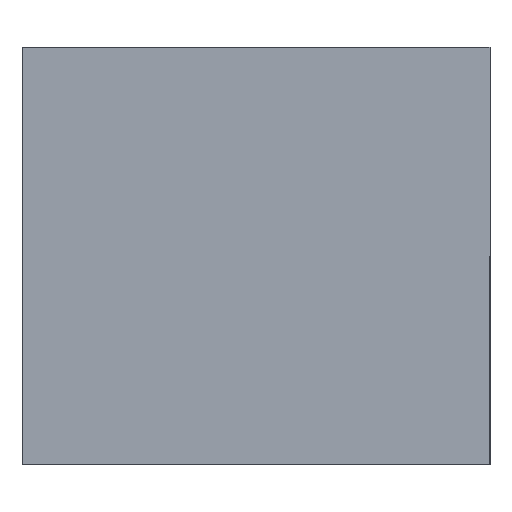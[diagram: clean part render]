
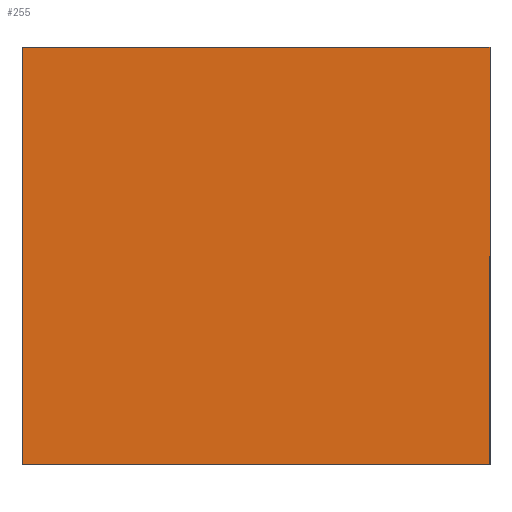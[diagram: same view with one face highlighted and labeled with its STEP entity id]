
A CAD part, front view. The second image highlights one B-rep face of the part: STEP entity #255.
In plain terms, the highlighted planar face has unit normal (0, -1, 0).
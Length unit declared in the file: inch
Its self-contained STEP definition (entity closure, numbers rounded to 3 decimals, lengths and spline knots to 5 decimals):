
#3 = VERTEX_POINT ( 'NONE', #70 ) ;
#9 = VECTOR ( 'NONE', #179, 39.37008 ) ;
#10 = AXIS2_PLACEMENT_3D ( 'NONE', #238, #258, #136 ) ;
#15 = VERTEX_POINT ( 'NONE', #313 ) ;
#27 = CARTESIAN_POINT ( 'NONE',  ( 0.6305, 0., -0.59017 ) ) ;
#30 = LINE ( 'NONE', #284, #289 ) ;
#37 = ORIENTED_EDGE ( 'NONE', *, *, #118, .F. ) ;
#38 = VECTOR ( 'NONE', #107, 39.37008 ) ;
#54 = DIRECTION ( 'NONE',  ( 1., 0., 0. ) ) ;
#60 = PLANE ( 'NONE',  #10 ) ;
#68 = VECTOR ( 'NONE', #201, 39.37008 ) ;
#70 = CARTESIAN_POINT ( 'NONE',  ( 0.6305, 0., 0.39408 ) ) ;
#79 = CARTESIAN_POINT ( 'NONE',  ( -0.47186, 0., -0.59017 ) ) ;
#89 = EDGE_LOOP ( 'NONE', ( #165, #37, #239, #186 ) ) ;
#95 = EDGE_CURVE ( 'NONE', #143, #15, #321, .T. ) ;
#104 = LINE ( 'NONE', #322, #38 ) ;
#107 = DIRECTION ( 'NONE',  ( -1., 0., 0. ) ) ;
#111 = EDGE_CURVE ( 'NONE', #3, #237, #156, .T. ) ;
#118 = EDGE_CURVE ( 'NONE', #237, #143, #104, .T. ) ;
#136 = DIRECTION ( 'NONE',  ( 0., 0., 1. ) ) ;
#143 = VERTEX_POINT ( 'NONE', #79 ) ;
#156 = LINE ( 'NONE', #27, #9 ) ;
#164 = CARTESIAN_POINT ( 'NONE',  ( 0.6305, 0., -0.59017 ) ) ;
#165 = ORIENTED_EDGE ( 'NONE', *, *, #95, .F. ) ;
#179 = DIRECTION ( 'NONE',  ( 0., 0., -1. ) ) ;
#184 = EDGE_CURVE ( 'NONE', #15, #3, #30, .T. ) ;
#186 = ORIENTED_EDGE ( 'NONE', *, *, #184, .F. ) ;
#201 = DIRECTION ( 'NONE',  ( 0., 0., 1. ) ) ;
#208 = FACE_OUTER_BOUND ( 'NONE', #89, .T. ) ;
#237 = VERTEX_POINT ( 'NONE', #164 ) ;
#238 = CARTESIAN_POINT ( 'NONE',  ( 0., 0., 0. ) ) ;
#239 = ORIENTED_EDGE ( 'NONE', *, *, #111, .F. ) ;
#249 = CARTESIAN_POINT ( 'NONE',  ( -0.47186, 0., -0.59017 ) ) ;
#255 = ADVANCED_FACE ( 'NONE', ( #208 ), #60, .F. ) ;
#258 = DIRECTION ( 'NONE',  ( 0., 1., 0. ) ) ;
#284 = CARTESIAN_POINT ( 'NONE',  ( -0.47186, 0., 0.39408 ) ) ;
#289 = VECTOR ( 'NONE', #54, 39.37008 ) ;
#313 = CARTESIAN_POINT ( 'NONE',  ( -0.47186, 0., 0.39408 ) ) ;
#321 = LINE ( 'NONE', #249, #68 ) ;
#322 = CARTESIAN_POINT ( 'NONE',  ( -0.47186, 0., -0.59017 ) ) ;
